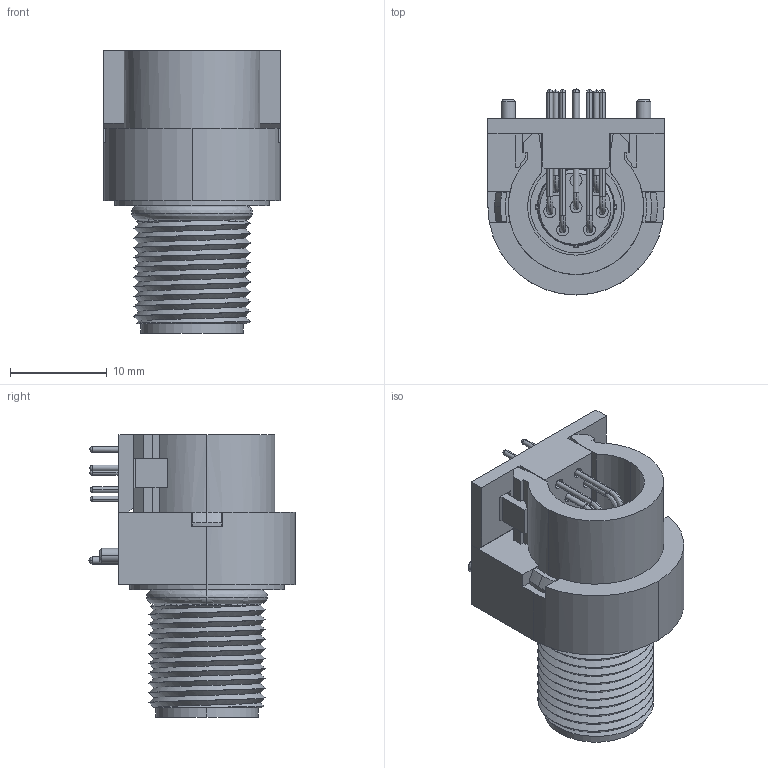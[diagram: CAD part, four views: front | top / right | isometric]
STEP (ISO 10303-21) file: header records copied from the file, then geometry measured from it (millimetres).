
FILE_DESCRIPTION (( 'STEP AP214' ), '1' );
FILE_NAME ('861-008-113R004.STEP', '2019-12-15T17:07:34', ( 'Austin' ), ( '' ), 'SwSTEP 2.0', 'SolidWorks 2019', '' );
FILE_SCHEMA (( 'AUTOMOTIVE_DESIGN' ));
Length unit declared in the file: inch
Products named in the file (1): 861-008-113R004
Bounding box: 18.2 x 21.3 x 29.2 mm (x, y, z)
Volume: 3442.5 mm3; surface area: 6198.6 mm2
Topology: 14 solids, 14 shells, 600 faces, 1464 edges, 920 vertices
Faces by surface type: cylinder 270, plane 185, cone 91, bspline 54
Entity records: 32044 total; most frequent: CARTESIAN_POINT 9966, DIRECTION 2974, ORIENTED_EDGE 2892, EDGE_CURVE 1446, AXIS2_PLACEMENT_3D 1151, VERTEX_POINT 920, EDGE_LOOP 694, VECTOR 672
